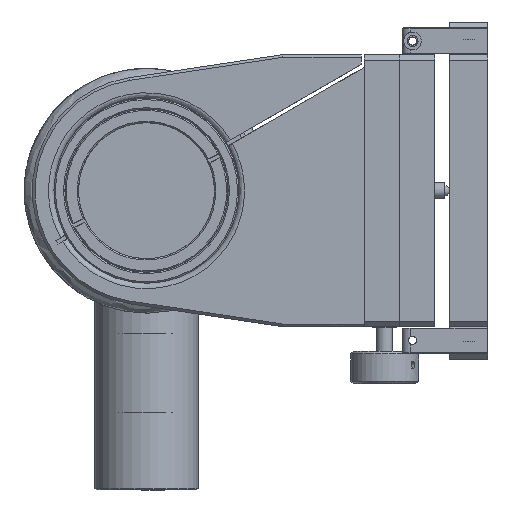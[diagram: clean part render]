
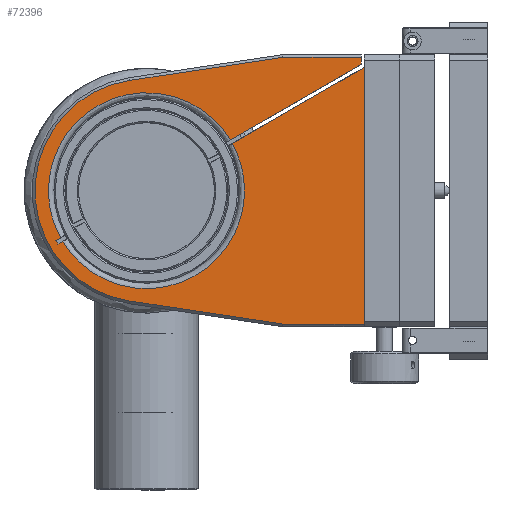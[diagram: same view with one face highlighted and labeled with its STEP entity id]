
A CAD part, left-side view. The second image highlights one B-rep face of the part: STEP entity #72396.
In plain terms, the highlighted planar face has unit normal (-1, 0, 0).
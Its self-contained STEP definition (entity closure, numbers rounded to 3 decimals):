
#397 = CARTESIAN_POINT ( 'NONE',  ( 219.305, -79., 46.477 ) ) ;
#657 = VECTOR ( 'NONE', #48751, 1000. ) ;
#741 = DIRECTION ( 'NONE',  ( 0., 0.989, 0.149 ) ) ;
#2004 = EDGE_CURVE ( 'NONE', #36435, #41281, #43971, .T. ) ;
#2162 = DIRECTION ( 'NONE',  ( 0., 1., 0. ) ) ;
#2295 = VECTOR ( 'NONE', #39068, 1000. ) ;
#2335 = LINE ( 'NONE', #31447, #2295 ) ;
#3118 = CARTESIAN_POINT ( 'NONE',  ( 219.305, 32.528, -19.646 ) ) ;
#5121 = DIRECTION ( 'NONE',  ( 0., 0., -1. ) ) ;
#5222 = CARTESIAN_POINT ( 'NONE',  ( 219.305, -50.075, 49. ) ) ;
#5852 = EDGE_CURVE ( 'NONE', #21647, #93437, #43375, .T. ) ;
#7098 = CARTESIAN_POINT ( 'NONE',  ( 219.305, -31.545, 17.347 ) ) ;
#7545 = ORIENTED_EDGE ( 'NONE', *, *, #14859, .F. ) ;
#8304 = CARTESIAN_POINT ( 'NONE',  ( 219.305, 30.795, -18.646 ) ) ;
#9089 = CARTESIAN_POINT ( 'NONE',  ( 219.305, -80., 45.322 ) ) ;
#9323 = CARTESIAN_POINT ( 'NONE',  ( 219.305, -50.075, -49. ) ) ;
#11225 = ORIENTED_EDGE ( 'NONE', *, *, #51221, .T. ) ;
#11709 = VERTEX_POINT ( 'NONE', #43611 ) ;
#13245 = PLANE ( 'NONE',  #55210 ) ;
#14305 = EDGE_CURVE ( 'NONE', #41281, #93437, #85474, .T. ) ;
#14722 = CARTESIAN_POINT ( 'NONE',  ( 219.305, -4.997, -77.759 ) ) ;
#14859 = EDGE_CURVE ( 'NONE', #46787, #37582, #21749, .T. ) ;
#15760 = CIRCLE ( 'NONE', #69124, 41. ) ;
#16413 = VERTEX_POINT ( 'NONE', #8304 ) ;
#16491 = EDGE_CURVE ( 'NONE', #36435, #82640, #82341, .T. ) ;
#17295 = VERTEX_POINT ( 'NONE', #17949 ) ;
#17949 = CARTESIAN_POINT ( 'NONE',  ( 219.305, 6.103, 40.543 ) ) ;
#18781 = VECTOR ( 'NONE', #52073, 1000. ) ;
#20104 = EDGE_CURVE ( 'NONE', #17295, #21647, #35831, .T. ) ;
#20308 = CARTESIAN_POINT ( 'NONE',  ( 219.305, -80., -49. ) ) ;
#20599 = VERTEX_POINT ( 'NONE', #90072 ) ;
#21647 = VERTEX_POINT ( 'NONE', #5222 ) ;
#21749 = LINE ( 'NONE', #50882, #31459 ) ;
#23422 = VECTOR ( 'NONE', #63571, 1000. ) ;
#24960 = CARTESIAN_POINT ( 'NONE',  ( 219.305, -30.795, 18.646 ) ) ;
#25653 = ORIENTED_EDGE ( 'NONE', *, *, #5852, .F. ) ;
#25682 = CARTESIAN_POINT ( 'NONE',  ( 219.305, -28.412, 0. ) ) ;
#27667 = ORIENTED_EDGE ( 'NONE', *, *, #61501, .T. ) ;
#29740 = DIRECTION ( 'NONE',  ( 0., -0.866, 0.5 ) ) ;
#30106 = LINE ( 'NONE', #46313, #18781 ) ;
#31447 = CARTESIAN_POINT ( 'NONE',  ( 219.305, -80., 45.322 ) ) ;
#31459 = VECTOR ( 'NONE', #2162, 1000. ) ;
#31882 = ORIENTED_EDGE ( 'NONE', *, *, #71872, .F. ) ;
#34413 = CARTESIAN_POINT ( 'NONE',  ( 219.305, 6.103, 40.543 ) ) ;
#35195 = EDGE_CURVE ( 'NONE', #20599, #46787, #30106, .T. ) ;
#35831 = LINE ( 'NONE', #34413, #657 ) ;
#36240 =( BOUNDED_CURVE ( )  B_SPLINE_CURVE ( 3, ( #58629, #14722, #51480, #7098 ),
 .UNSPECIFIED., .F., .F. ) 
 B_SPLINE_CURVE_WITH_KNOTS ( ( 4, 4 ),
 ( 0., 1. ),
 .UNSPECIFIED. ) 
 CURVE ( )  GEOMETRIC_REPRESENTATION_ITEM ( )  RATIONAL_B_SPLINE_CURVE ( ( 1., 0.347, 0.347, 1. ) ) 
 REPRESENTATION_ITEM ( '' )  );
#36435 = VERTEX_POINT ( 'NONE', #76851 ) ;
#37582 = VERTEX_POINT ( 'NONE', #64159 ) ;
#39068 = DIRECTION ( 'NONE',  ( 0., 0.866, -0.5 ) ) ;
#40256 = VECTOR ( 'NONE', #29740, 1000. ) ;
#40451 = FACE_OUTER_BOUND ( 'NONE', #70094, .T. ) ;
#41281 = VERTEX_POINT ( 'NONE', #397 ) ;
#41494 = DIRECTION ( 'NONE',  ( 0., 0., -1. ) ) ;
#41567 = DIRECTION ( 'NONE',  ( 0., 0., 1. ) ) ;
#43375 = LINE ( 'NONE', #64861, #76493 ) ;
#43611 = CARTESIAN_POINT ( 'NONE',  ( 219.305, 33.278, -18.347 ) ) ;
#43971 = LINE ( 'NONE', #71675, #23422 ) ;
#45371 = DIRECTION ( 'NONE',  ( 0., 0.866, -0.5 ) ) ;
#46313 = CARTESIAN_POINT ( 'NONE',  ( 219.305, -80., -50. ) ) ;
#46787 = VERTEX_POINT ( 'NONE', #20308 ) ;
#48751 = DIRECTION ( 'NONE',  ( 0., -0.989, 0.149 ) ) ;
#49109 = ORIENTED_EDGE ( 'NONE', *, *, #65283, .F. ) ;
#49243 = ORIENTED_EDGE ( 'NONE', *, *, #88931, .T. ) ;
#50769 = CARTESIAN_POINT ( 'NONE',  ( 219.305, 33.278, -18.347 ) ) ;
#50882 = CARTESIAN_POINT ( 'NONE',  ( 219.305, -39.206, -49. ) ) ;
#50947 = VERTEX_POINT ( 'NONE', #67416 ) ;
#51221 = EDGE_CURVE ( 'NONE', #16413, #55938, #67306, .T. ) ;
#51255 = LINE ( 'NONE', #50769, #40256 ) ;
#51480 = CARTESIAN_POINT ( 'NONE',  ( 219.305, -64.843, -43.207 ) ) ;
#52073 = DIRECTION ( 'NONE',  ( 0., 0., -1. ) ) ;
#52921 = ORIENTED_EDGE ( 'NONE', *, *, #35195, .F. ) ;
#55210 = AXIS2_PLACEMENT_3D ( 'NONE', #25682, #63821, #5121 ) ;
#55938 = VERTEX_POINT ( 'NONE', #3118 ) ;
#56260 = VECTOR ( 'NONE', #45371, 1000. ) ;
#58629 = CARTESIAN_POINT ( 'NONE',  ( 219.305, 30.795, -18.646 ) ) ;
#58866 = VECTOR ( 'NONE', #41567, 1000. ) ;
#60312 = CARTESIAN_POINT ( 'NONE',  ( 219.305, 31.545, -17.347 ) ) ;
#60553 = DIRECTION ( 'NONE',  ( 1., 0., 0. ) ) ;
#61501 = EDGE_CURVE ( 'NONE', #55938, #11709, #71047, .T. ) ;
#62146 = CARTESIAN_POINT ( 'NONE',  ( 219.305, -31.545, 17.347 ) ) ;
#63571 = DIRECTION ( 'NONE',  ( 0., -0.866, 0.5 ) ) ;
#63821 = DIRECTION ( 'NONE',  ( 1., 0., 0. ) ) ;
#63929 = CARTESIAN_POINT ( 'NONE',  ( 219.305, 0., 0. ) ) ;
#64159 = CARTESIAN_POINT ( 'NONE',  ( 219.305, -50.075, -49. ) ) ;
#64861 = CARTESIAN_POINT ( 'NONE',  ( 219.305, -28.412, 49. ) ) ;
#65283 = EDGE_CURVE ( 'NONE', #37582, #50947, #67552, .T. ) ;
#66402 = CARTESIAN_POINT ( 'NONE',  ( 219.305, -79., 49. ) ) ;
#67306 = LINE ( 'NONE', #9089, #56260 ) ;
#67416 = CARTESIAN_POINT ( 'NONE',  ( 219.305, 6.103, -40.543 ) ) ;
#67552 = LINE ( 'NONE', #9323, #92730 ) ;
#68877 = CARTESIAN_POINT ( 'NONE',  ( 219.305, 64.843, 43.207 ) ) ;
#68915 = ORIENTED_EDGE ( 'NONE', *, *, #16491, .F. ) ;
#69124 = AXIS2_PLACEMENT_3D ( 'NONE', #63929, #93023, #41494 ) ;
#70094 = EDGE_LOOP ( 'NONE', ( #52921, #49243, #78229, #11225, #27667, #93500, #68915, #82690, #89257, #25653, #89420, #31882, #49109, #7545 ) ) ;
#71047 = CIRCLE ( 'NONE', #72567, 38. ) ;
#71675 = CARTESIAN_POINT ( 'NONE',  ( 219.305, 33.278, -18.347 ) ) ;
#71872 = EDGE_CURVE ( 'NONE', #50947, #17295, #15760, .T. ) ;
#72396 = ADVANCED_FACE ( 'NONE', ( #40451 ), #13245, .F. ) ;
#72567 = AXIS2_PLACEMENT_3D ( 'NONE', #74868, #60553, #89638 ) ;
#74868 = CARTESIAN_POINT ( 'NONE',  ( 219.305, 0., 0. ) ) ;
#74975 = EDGE_CURVE ( 'NONE', #16413, #86245, #36240, .T. ) ;
#75581 = CARTESIAN_POINT ( 'NONE',  ( 219.305, 4.997, 77.759 ) ) ;
#75923 = EDGE_CURVE ( 'NONE', #11709, #82640, #51255, .T. ) ;
#76493 = VECTOR ( 'NONE', #86350, 1000. ) ;
#76851 = CARTESIAN_POINT ( 'NONE',  ( 219.305, -30.795, 18.646 ) ) ;
#78229 = ORIENTED_EDGE ( 'NONE', *, *, #74975, .F. ) ;
#80227 = CARTESIAN_POINT ( 'NONE',  ( 219.305, -79., 48.527 ) ) ;
#82341 =( BOUNDED_CURVE ( )  B_SPLINE_CURVE ( 3, ( #24960, #75581, #68877, #60312 ),
 .UNSPECIFIED., .F., .F. ) 
 B_SPLINE_CURVE_WITH_KNOTS ( ( 4, 4 ),
 ( 0., 1. ),
 .UNSPECIFIED. ) 
 CURVE ( )  GEOMETRIC_REPRESENTATION_ITEM ( )  RATIONAL_B_SPLINE_CURVE ( ( 1., 0.347, 0.347, 1. ) ) 
 REPRESENTATION_ITEM ( '' )  );
#82640 = VERTEX_POINT ( 'NONE', #88436 ) ;
#82690 = ORIENTED_EDGE ( 'NONE', *, *, #2004, .T. ) ;
#85474 = LINE ( 'NONE', #80227, #58866 ) ;
#86245 = VERTEX_POINT ( 'NONE', #62146 ) ;
#86350 = DIRECTION ( 'NONE',  ( 0., -1., 0. ) ) ;
#88436 = CARTESIAN_POINT ( 'NONE',  ( 219.305, 31.545, -17.347 ) ) ;
#88931 = EDGE_CURVE ( 'NONE', #20599, #86245, #2335, .T. ) ;
#89257 = ORIENTED_EDGE ( 'NONE', *, *, #14305, .T. ) ;
#89420 = ORIENTED_EDGE ( 'NONE', *, *, #20104, .F. ) ;
#89638 = DIRECTION ( 'NONE',  ( 0., 0., 1. ) ) ;
#90072 = CARTESIAN_POINT ( 'NONE',  ( 219.305, -80., 45.322 ) ) ;
#92730 = VECTOR ( 'NONE', #741, 1000. ) ;
#93023 = DIRECTION ( 'NONE',  ( 1., 0., 0. ) ) ;
#93437 = VERTEX_POINT ( 'NONE', #66402 ) ;
#93500 = ORIENTED_EDGE ( 'NONE', *, *, #75923, .T. ) ;
